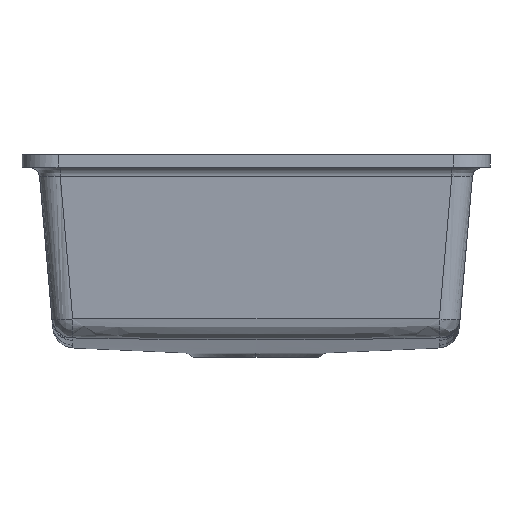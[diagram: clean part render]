
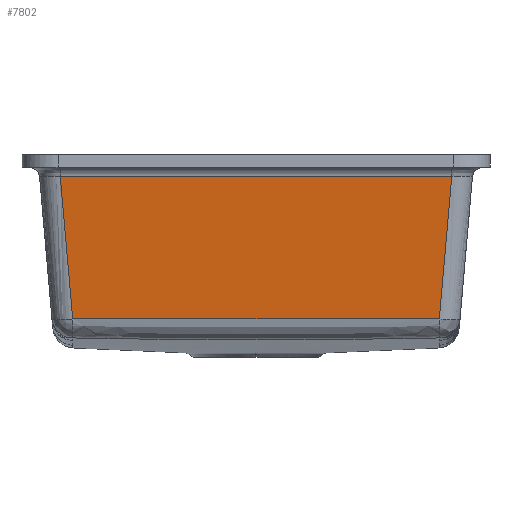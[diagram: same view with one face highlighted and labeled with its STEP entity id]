
A CAD part, left-side view. The second image highlights one B-rep face of the part: STEP entity #7802.
In plain terms, the highlighted planar face has unit normal (-0.996, 0, -0.087).
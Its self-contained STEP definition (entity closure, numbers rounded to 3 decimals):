
#3322=(
BOUNDED_CURVE()
B_SPLINE_CURVE(3,(#93103,#93104,#93105,#93106,#93107,#93108,#93109,#93110,
#93111,#93112,#93113,#93114,#93115),.UNSPECIFIED.,.F.,.F.)
B_SPLINE_CURVE_WITH_KNOTS((4,3,3,3,4),(-353.301,-264.976,
-176.651,-88.325,0.),.UNSPECIFIED.)
CURVE()
GEOMETRIC_REPRESENTATION_ITEM()
RATIONAL_B_SPLINE_CURVE((1.,1.,1.,1.,1.,1.,1.,1.,1.,1.,1.,1.,1.))
REPRESENTATION_ITEM('')
);
#7802=ADVANCED_FACE('',(#11874),#47851,.T.);
#11874=FACE_OUTER_BOUND('',#15954,.T.);
#15954=EDGE_LOOP('',(#28560,#28561,#28562,#28563));
#28560=ORIENTED_EDGE('',*,*,#36372,.F.);
#28561=ORIENTED_EDGE('',*,*,#36317,.F.);
#28562=ORIENTED_EDGE('',*,*,#36363,.F.);
#28563=ORIENTED_EDGE('',*,*,#36360,.F.);
#36317=EDGE_CURVE('',#46504,#46501,#43060,.T.);
#36360=EDGE_CURVE('',#46534,#46529,#3322,.T.);
#36363=EDGE_CURVE('',#46529,#46504,#43075,.T.);
#36372=EDGE_CURVE('',#46501,#46534,#43081,.T.);
#43060=B_SPLINE_CURVE_WITH_KNOTS('',1,(#92835,#92836),.UNSPECIFIED.,.F.,
 .F.,(2,2),(-376.455,0.),.UNSPECIFIED.);
#43075=B_SPLINE_CURVE_WITH_KNOTS('',1,(#93126,#93127),.UNSPECIFIED.,.F.,
 .F.,(2,2),(-137.96,0.),.UNSPECIFIED.);
#43081=B_SPLINE_CURVE_WITH_KNOTS('',1,(#93155,#93156),.UNSPECIFIED.,.F.,
 .F.,(2,2),(-137.96,0.),.UNSPECIFIED.);
#46501=VERTEX_POINT('',#91864);
#46504=VERTEX_POINT('',#91867);
#46529=VERTEX_POINT('',#91892);
#46534=VERTEX_POINT('',#91897);
#47851=PLANE('',#51666);
#51666=AXIS2_PLACEMENT_3D('',#90392,#52746,$);
#52746=DIRECTION('',(-0.996,0.,-0.087));
#90392=CARTESIAN_POINT('',(-387.365,233.878,187.746));
#91864=CARTESIAN_POINT('',(-386.152,-180.224,173.872));
#91867=CARTESIAN_POINT('',(-386.152,196.231,173.872));
#91892=CARTESIAN_POINT('',(-374.173,184.252,36.956));
#91897=CARTESIAN_POINT('',(-374.173,-168.246,36.956));
#92835=CARTESIAN_POINT('',(-386.152,196.231,173.872));
#92836=CARTESIAN_POINT('',(-386.152,-180.224,173.872));
#93103=CARTESIAN_POINT('',(-374.173,-168.246,36.956));
#93104=CARTESIAN_POINT('',(-374.123,-138.873,36.383));
#93105=CARTESIAN_POINT('',(-374.083,-109.499,35.925));
#93106=CARTESIAN_POINT('',(-374.056,-80.122,35.614));
#93107=CARTESIAN_POINT('',(-374.028,-50.744,35.303));
#93108=CARTESIAN_POINT('',(-374.014,-21.364,35.14));
#93109=CARTESIAN_POINT('',(-374.014,8.018,35.14));
#93110=CARTESIAN_POINT('',(-374.014,37.401,35.14));
#93111=CARTESIAN_POINT('',(-374.028,66.779,35.303));
#93112=CARTESIAN_POINT('',(-374.056,96.151,35.614));
#93113=CARTESIAN_POINT('',(-374.083,125.523,35.925));
#93114=CARTESIAN_POINT('',(-374.123,154.889,36.383));
#93115=CARTESIAN_POINT('',(-374.173,184.252,36.956));
#93126=CARTESIAN_POINT('',(-374.173,184.252,36.956));
#93127=CARTESIAN_POINT('',(-386.152,196.231,173.872));
#93155=CARTESIAN_POINT('',(-386.152,-180.224,173.872));
#93156=CARTESIAN_POINT('',(-374.173,-168.246,36.956));
